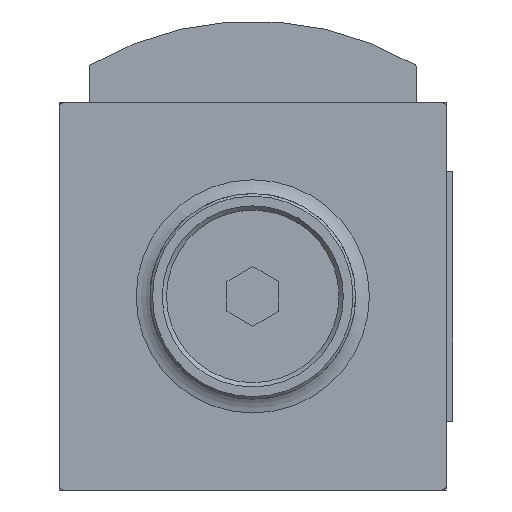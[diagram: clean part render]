
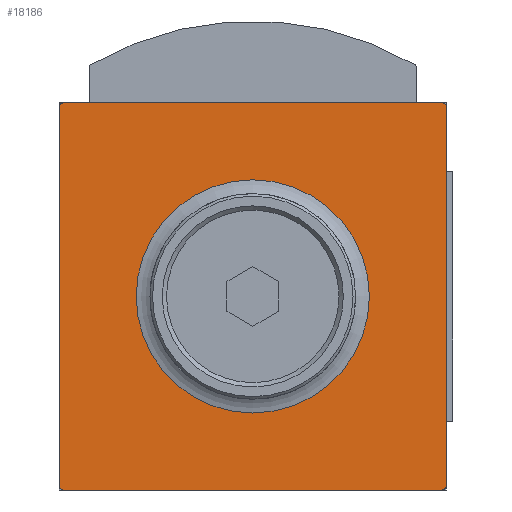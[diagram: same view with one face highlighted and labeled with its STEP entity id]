
A CAD part, front view. The second image highlights one B-rep face of the part: STEP entity #18186.
In plain terms, the highlighted planar face has unit normal (0, -1, 0).
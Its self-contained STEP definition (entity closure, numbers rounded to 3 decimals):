
#998=CIRCLE('',#19181,1.);
#999=CIRCLE('',#19184,1.);
#1000=CIRCLE('',#19187,1.);
#1001=CIRCLE('',#19190,1.);
#1002=CIRCLE('',#19192,27.103);
#2973=ORIENTED_EDGE('',*,*,#6010,.T.);
#2974=ORIENTED_EDGE('',*,*,#5995,.F.);
#2975=ORIENTED_EDGE('',*,*,#6009,.F.);
#2976=ORIENTED_EDGE('',*,*,#6007,.F.);
#2977=ORIENTED_EDGE('',*,*,#6005,.F.);
#2978=ORIENTED_EDGE('',*,*,#6003,.F.);
#2979=ORIENTED_EDGE('',*,*,#6001,.F.);
#2980=ORIENTED_EDGE('',*,*,#5999,.F.);
#2981=ORIENTED_EDGE('',*,*,#5997,.F.);
#5995=EDGE_CURVE('',#7661,#7662,#8939,.T.);
#5997=EDGE_CURVE('',#7662,#7663,#998,.T.);
#5999=EDGE_CURVE('',#7663,#7664,#8942,.T.);
#6001=EDGE_CURVE('',#7664,#7665,#999,.T.);
#6003=EDGE_CURVE('',#7665,#7666,#8945,.T.);
#6005=EDGE_CURVE('',#7666,#7667,#1000,.T.);
#6007=EDGE_CURVE('',#7667,#7668,#8948,.T.);
#6009=EDGE_CURVE('',#7668,#7661,#1001,.T.);
#6010=EDGE_CURVE('',#7669,#7669,#1002,.F.);
#7661=VERTEX_POINT('',#25472);
#7662=VERTEX_POINT('',#25474);
#7663=VERTEX_POINT('',#25478);
#7664=VERTEX_POINT('',#25482);
#7665=VERTEX_POINT('',#25486);
#7666=VERTEX_POINT('',#25490);
#7667=VERTEX_POINT('',#25494);
#7668=VERTEX_POINT('',#25498);
#7669=VERTEX_POINT('',#25504);
#8939=LINE('',#25473,#10010);
#8942=LINE('',#25481,#10013);
#8945=LINE('',#25489,#10016);
#8948=LINE('',#25497,#10019);
#10010=VECTOR('',#21547,1000.);
#10013=VECTOR('',#21556,1000.);
#10016=VECTOR('',#21565,1000.);
#10019=VECTOR('',#21574,1000.);
#10868=EDGE_LOOP('',(#2973));
#10869=EDGE_LOOP('',(#2974,#2975,#2976,#2977,#2978,#2979,#2980,#2981));
#11763=FACE_BOUND('',#10868,.T.);
#11764=FACE_BOUND('',#10869,.T.);
#12494=PLANE('',#19191);
#18186=ADVANCED_FACE('',(#11763,#11764),#12494,.F.);
#19181=AXIS2_PLACEMENT_3D('',#25477,#21551,#21552);
#19184=AXIS2_PLACEMENT_3D('',#25485,#21560,#21561);
#19187=AXIS2_PLACEMENT_3D('',#25493,#21569,#21570);
#19190=AXIS2_PLACEMENT_3D('',#25501,#21578,#21579);
#19191=AXIS2_PLACEMENT_3D('',#25502,#21580,#21581);
#19192=AXIS2_PLACEMENT_3D('',#25503,#21582,#21583);
#21547=DIRECTION('',(0.,0.,1.));
#21551=DIRECTION('',(0.,1.,0.));
#21552=DIRECTION('',(1.,0.,0.));
#21556=DIRECTION('',(1.,0.,0.));
#21560=DIRECTION('',(0.,1.,0.));
#21561=DIRECTION('',(1.,0.,0.));
#21565=DIRECTION('',(0.,0.,-1.));
#21569=DIRECTION('',(0.,1.,0.));
#21570=DIRECTION('',(1.,0.,0.));
#21574=DIRECTION('',(-1.,0.,0.));
#21578=DIRECTION('',(0.,1.,0.));
#21579=DIRECTION('',(1.,0.,0.));
#21580=DIRECTION('',(0.,1.,0.));
#21581=DIRECTION('',(0.,0.,1.));
#21582=DIRECTION('',(0.,-1.,0.));
#21583=DIRECTION('',(0.,0.,-1.));
#25472=CARTESIAN_POINT('',(-45.,-83.,-44.));
#25473=CARTESIAN_POINT('',(-45.,-83.,-44.));
#25474=CARTESIAN_POINT('',(-45.,-83.,44.));
#25477=CARTESIAN_POINT('',(-44.,-83.,44.));
#25478=CARTESIAN_POINT('',(-44.,-83.,45.));
#25481=CARTESIAN_POINT('',(-44.,-83.,45.));
#25482=CARTESIAN_POINT('',(44.,-83.,45.));
#25485=CARTESIAN_POINT('',(44.,-83.,44.));
#25486=CARTESIAN_POINT('',(45.,-83.,44.));
#25489=CARTESIAN_POINT('',(45.,-83.,44.));
#25490=CARTESIAN_POINT('',(45.,-83.,-44.));
#25493=CARTESIAN_POINT('',(44.,-83.,-44.));
#25494=CARTESIAN_POINT('',(44.,-83.,-45.));
#25497=CARTESIAN_POINT('',(44.,-83.,-45.));
#25498=CARTESIAN_POINT('',(-44.,-83.,-45.));
#25501=CARTESIAN_POINT('',(-44.,-83.,-44.));
#25502=CARTESIAN_POINT('',(-44.,-83.,44.));
#25503=CARTESIAN_POINT('',(0.,-83.,0.));
#25504=CARTESIAN_POINT('',(0.,-83.,-27.103));
